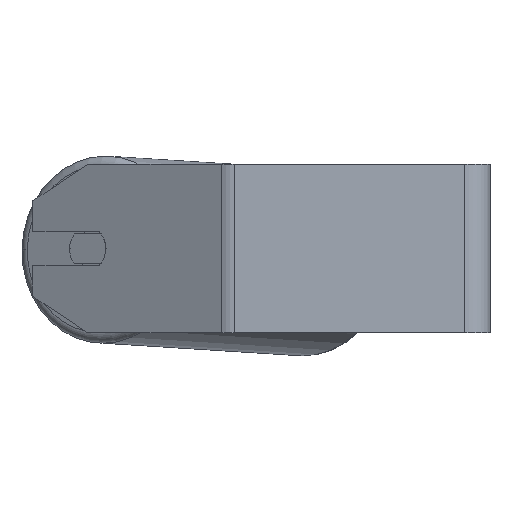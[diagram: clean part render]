
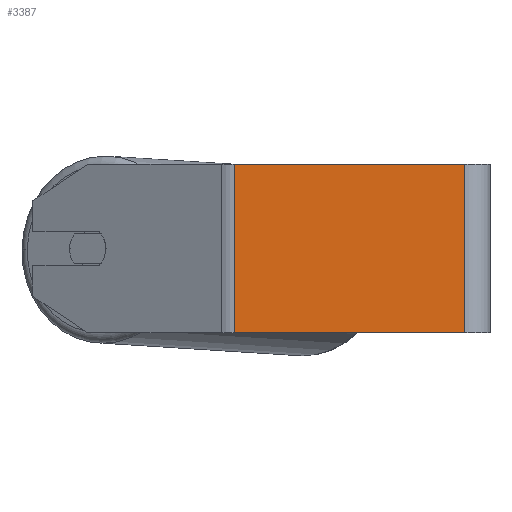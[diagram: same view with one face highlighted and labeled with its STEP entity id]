
A CAD part, left-side view. The second image highlights one B-rep face of the part: STEP entity #3387.
In plain terms, the highlighted planar face has unit normal (-1, 0, 0).
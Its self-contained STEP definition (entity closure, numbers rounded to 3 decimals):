
#70 = VECTOR ( 'NONE', #4636, 1000. ) ;
#428 = DIRECTION ( 'NONE',  ( 0., -1., 0. ) ) ;
#504 = CARTESIAN_POINT ( 'NONE',  ( -245., 12., 40. ) ) ;
#509 = VERTEX_POINT ( 'NONE', #2346 ) ;
#1199 = FACE_OUTER_BOUND ( 'NONE', #3635, .T. ) ;
#1278 = DIRECTION ( 'NONE',  ( 0., 0., -1. ) ) ;
#1505 = CARTESIAN_POINT ( 'NONE',  ( -245., 12., -40. ) ) ;
#2044 = CARTESIAN_POINT ( 'NONE',  ( -245., 124.831, -40. ) ) ;
#2146 = LINE ( 'NONE', #2044, #3451 ) ;
#2256 = EDGE_CURVE ( 'NONE', #4424, #5103, #5758, .T. ) ;
#2274 = VERTEX_POINT ( 'NONE', #2552 ) ;
#2346 = CARTESIAN_POINT ( 'NONE',  ( -245., 121.616, -40. ) ) ;
#2552 = CARTESIAN_POINT ( 'NONE',  ( -245., 121.616, 40. ) ) ;
#2867 = LINE ( 'NONE', #6111, #4469 ) ;
#3199 = EDGE_CURVE ( 'NONE', #2274, #509, #2867, .T. ) ;
#3227 = AXIS2_PLACEMENT_3D ( 'NONE', #3280, #3309, #3874 ) ;
#3280 = CARTESIAN_POINT ( 'NONE',  ( -245., 124.831, 40. ) ) ;
#3309 = DIRECTION ( 'NONE',  ( 1., 0., 0. ) ) ;
#3329 = LINE ( 'NONE', #4892, #6958 ) ;
#3387 = ADVANCED_FACE ( 'NONE', ( #1199 ), #6630, .F. ) ;
#3451 = VECTOR ( 'NONE', #428, 1000. ) ;
#3635 = EDGE_LOOP ( 'NONE', ( #4189, #6219, #6085, #5226 ) ) ;
#3658 = EDGE_CURVE ( 'NONE', #509, #5103, #2146, .T. ) ;
#3874 = DIRECTION ( 'NONE',  ( 0., 0., -1. ) ) ;
#4189 = ORIENTED_EDGE ( 'NONE', *, *, #3658, .T. ) ;
#4424 = VERTEX_POINT ( 'NONE', #504 ) ;
#4430 = DIRECTION ( 'NONE',  ( 0., -1., 0. ) ) ;
#4469 = VECTOR ( 'NONE', #1278, 1000. ) ;
#4636 = DIRECTION ( 'NONE',  ( 0., 0., -1. ) ) ;
#4892 = CARTESIAN_POINT ( 'NONE',  ( -245., 124.831, 40. ) ) ;
#5103 = VERTEX_POINT ( 'NONE', #1505 ) ;
#5226 = ORIENTED_EDGE ( 'NONE', *, *, #3199, .T. ) ;
#5255 = EDGE_CURVE ( 'NONE', #2274, #4424, #3329, .T. ) ;
#5758 = LINE ( 'NONE', #6322, #70 ) ;
#6085 = ORIENTED_EDGE ( 'NONE', *, *, #5255, .F. ) ;
#6111 = CARTESIAN_POINT ( 'NONE',  ( -245., 121.616, 40. ) ) ;
#6219 = ORIENTED_EDGE ( 'NONE', *, *, #2256, .F. ) ;
#6322 = CARTESIAN_POINT ( 'NONE',  ( -245., 12., 40. ) ) ;
#6630 = PLANE ( 'NONE',  #3227 ) ;
#6958 = VECTOR ( 'NONE', #4430, 1000. ) ;
